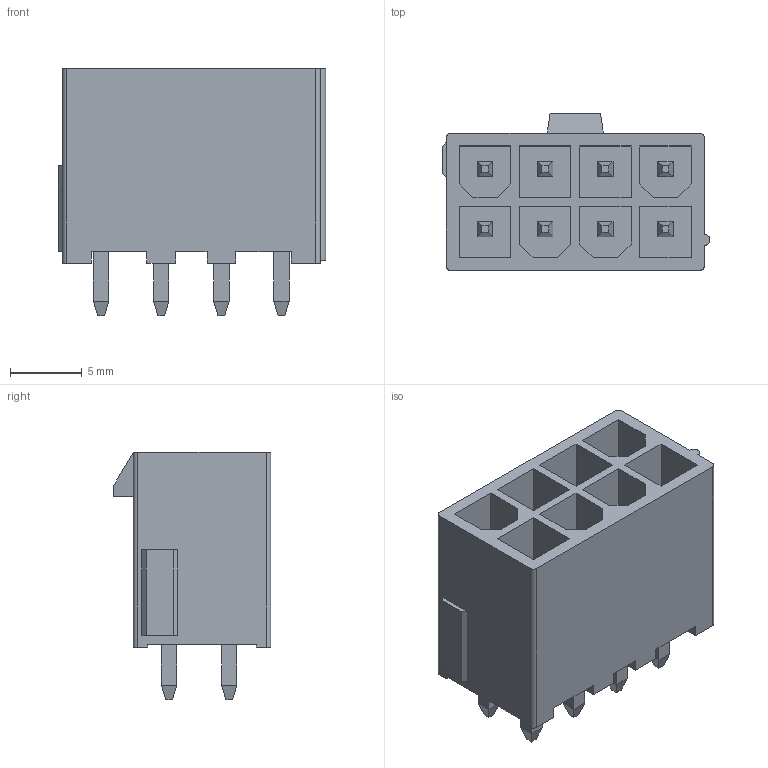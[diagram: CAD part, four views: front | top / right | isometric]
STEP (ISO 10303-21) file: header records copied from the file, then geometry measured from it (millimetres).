
FILE_DESCRIPTION((''),'2;1');
FILE_NAME('462071008','2017-01-27T',('ksrinivasara'),(''),'PRO/ENGINEER BY PARAMETRIC TECHNOLOGY CORPORATION, 2012310','PRO/ENGINEER BY PARAMETRIC TECHNOLOGY CORPORATION, 2012310','');
FILE_SCHEMA(('CONFIG_CONTROL_DESIGN'));
Length unit declared in the file: millimetre
Products named in the file (1): 462071008
Bounding box: 18.7 x 11 x 17.26 mm (x, y, z)
Volume: 1418.4 mm3; surface area: 2424.8 mm2
Topology: 1 solids, 1 shells, 246 faces, 611 edges, 396 vertices
Faces by surface type: plane 241, cylinder 5
Entity records: 7104 total; most frequent: CARTESIAN_POINT 1230, ORIENTED_EDGE 1182, DIRECTION 1131, EDGE_CURVE 591, VECTOR 585, LINE 585, VERTEX_POINT 372, AXIS2_PLACEMENT_3D 273
